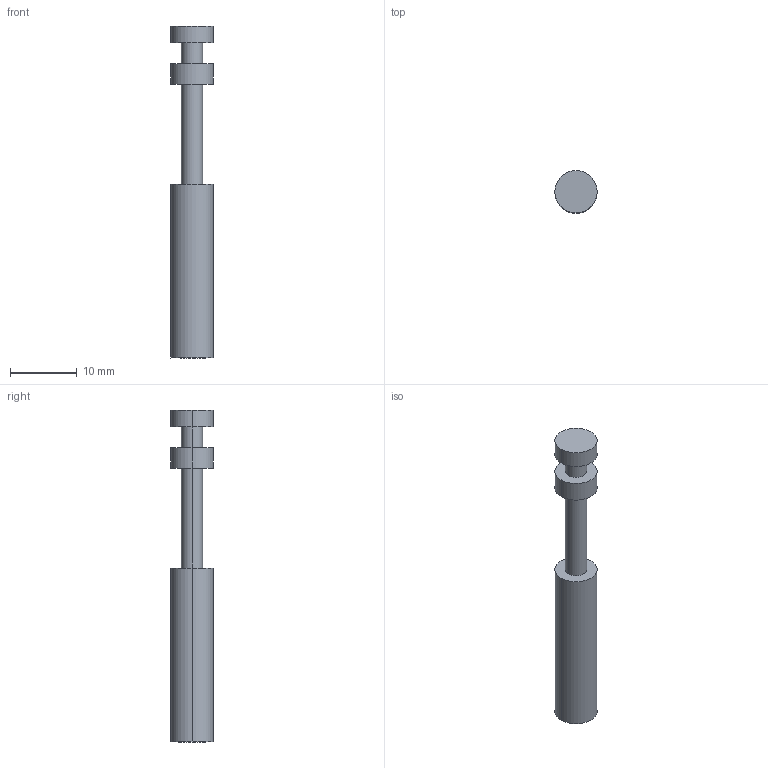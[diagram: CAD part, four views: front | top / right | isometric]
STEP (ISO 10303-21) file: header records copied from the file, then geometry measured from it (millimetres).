
FILE_DESCRIPTION((''),'2;1');
FILE_NAME('VALVE_ROD_2_ASSY_SLDPRT__','2016-12-07T',('cxl300'),(''),'PRO/ENGINEER BY PARAMETRIC TECHNOLOGY CORPORATION, 2013230','PRO/ENGINEER BY PARAMETRIC TECHNOLOGY CORPORATION, 2013230','');
FILE_SCHEMA(('CONFIG_CONTROL_DESIGN','GEOMETRIC_VALIDATION_PROPERTIES_MIM'));
Length unit declared in the file: millimetre
Products named in the file (1): VALVE_ROD_2_ASSY_SLDPRT__
Bounding box: 6.35 x 6.35 x 49.78 mm (x, y, z)
Volume: 1023.9 mm3; surface area: 1110.7 mm2
Topology: 1 solids, 1 shells, 19 faces, 36 edges, 24 vertices
Faces by surface type: cylinder 12, plane 7
Entity records: 581 total; most frequent: DIRECTION 98, CARTESIAN_POINT 81, ORIENTED_EDGE 72, AXIS2_PLACEMENT_3D 43, EDGE_CURVE 36, VERTEX_POINT 24, EDGE_LOOP 24, CIRCLE 24
